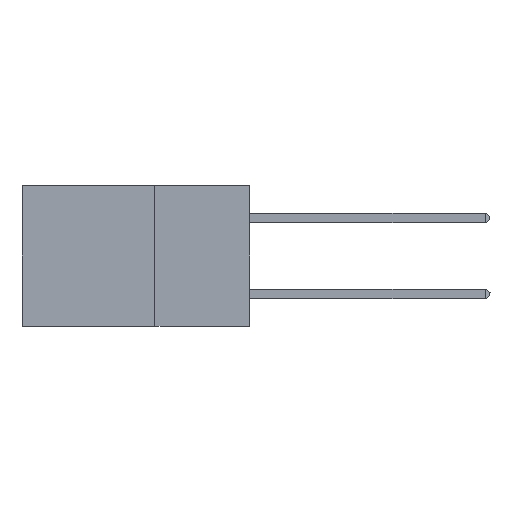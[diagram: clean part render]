
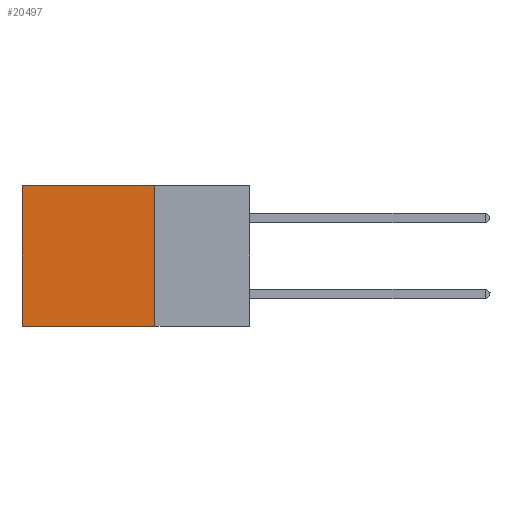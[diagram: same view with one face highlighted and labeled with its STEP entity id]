
A CAD part, left-side view. The second image highlights one B-rep face of the part: STEP entity #20497.
In plain terms, the highlighted planar face has unit normal (-1, 0, 0).
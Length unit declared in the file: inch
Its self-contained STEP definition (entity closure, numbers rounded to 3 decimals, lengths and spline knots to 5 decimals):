
#994 = VERTEX_POINT ( 'NONE', #14446 ) ;
#1011 = DIRECTION ( 'NONE',  ( 1., 0., 0. ) ) ;
#1139 = CARTESIAN_POINT ( 'NONE',  ( 0.2875, 0.25, 0. ) ) ;
#1239 = CARTESIAN_POINT ( 'NONE',  ( 0.2875, 0.6, 0. ) ) ;
#2705 = AXIS2_PLACEMENT_3D ( 'NONE', #1139, #1011, #2871 ) ;
#2871 = DIRECTION ( 'NONE',  ( 0., 0., -1. ) ) ;
#4288 = EDGE_CURVE ( 'NONE', #15218, #10000, #12446, .T. ) ;
#5515 = CARTESIAN_POINT ( 'NONE',  ( 0.2875, 0.25, 0. ) ) ;
#6178 = EDGE_LOOP ( 'NONE', ( #17800, #27595, #18977, #12615 ) ) ;
#7385 = DIRECTION ( 'NONE',  ( 0., 0., -1. ) ) ;
#8291 = LINE ( 'NONE', #18727, #18006 ) ;
#8979 = VECTOR ( 'NONE', #7385, 39.37008 ) ;
#9458 = DIRECTION ( 'NONE',  ( 0., 0., -1. ) ) ;
#10000 = VERTEX_POINT ( 'NONE', #1239 ) ;
#10817 = EDGE_CURVE ( 'NONE', #10000, #26958, #18459, .T. ) ;
#12446 = LINE ( 'NONE', #16722, #26059 ) ;
#12615 = ORIENTED_EDGE ( 'NONE', *, *, #4288, .T. ) ;
#13993 = FACE_OUTER_BOUND ( 'NONE', #6178, .T. ) ;
#14336 = EDGE_CURVE ( 'NONE', #994, #26958, #8291, .T. ) ;
#14446 = CARTESIAN_POINT ( 'NONE',  ( 0.2875, 0.25, -0.37 ) ) ;
#14568 = DIRECTION ( 'NONE',  ( 0., 1., 0. ) ) ;
#15002 = CARTESIAN_POINT ( 'NONE',  ( 0.2875, 0.6, -0.37 ) ) ;
#15218 = VERTEX_POINT ( 'NONE', #17315 ) ;
#16722 = CARTESIAN_POINT ( 'NONE',  ( 0.2875, 0.25, 0. ) ) ;
#17315 = CARTESIAN_POINT ( 'NONE',  ( 0.2875, 0.25, 0. ) ) ;
#17800 = ORIENTED_EDGE ( 'NONE', *, *, #10817, .T. ) ;
#18006 = VECTOR ( 'NONE', #27578, 39.37008 ) ;
#18459 = LINE ( 'NONE', #20756, #27919 ) ;
#18727 = CARTESIAN_POINT ( 'NONE',  ( 0.2875, 0.25, -0.37 ) ) ;
#18977 = ORIENTED_EDGE ( 'NONE', *, *, #24016, .F. ) ;
#20497 = ADVANCED_FACE ( 'NONE', ( #13993 ), #20583, .F. ) ;
#20583 = PLANE ( 'NONE',  #2705 ) ;
#20756 = CARTESIAN_POINT ( 'NONE',  ( 0.2875, 0.6, 0. ) ) ;
#24016 = EDGE_CURVE ( 'NONE', #15218, #994, #26944, .T. ) ;
#26059 = VECTOR ( 'NONE', #14568, 39.37008 ) ;
#26944 = LINE ( 'NONE', #5515, #8979 ) ;
#26958 = VERTEX_POINT ( 'NONE', #15002 ) ;
#27578 = DIRECTION ( 'NONE',  ( 0., 1., 0. ) ) ;
#27595 = ORIENTED_EDGE ( 'NONE', *, *, #14336, .F. ) ;
#27919 = VECTOR ( 'NONE', #9458, 39.37008 ) ;
